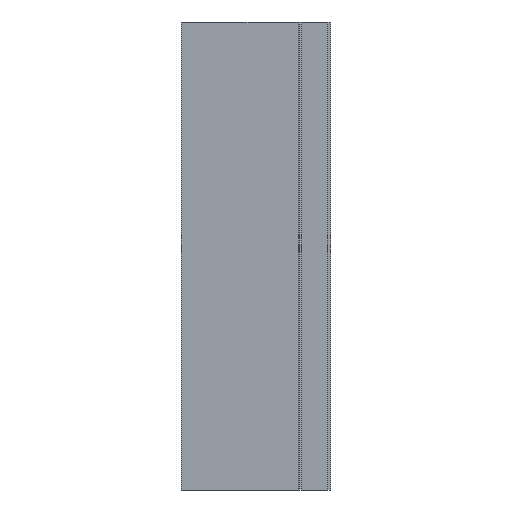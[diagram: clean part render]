
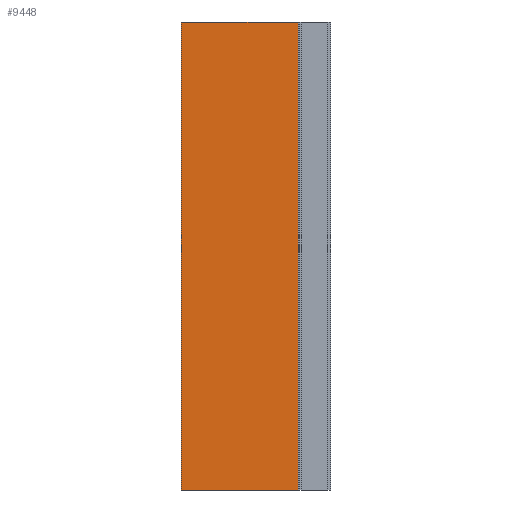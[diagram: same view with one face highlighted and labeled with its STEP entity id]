
A CAD part, left-side view. The second image highlights one B-rep face of the part: STEP entity #9448.
In plain terms, the highlighted planar face has unit normal (-1, 0, 0).
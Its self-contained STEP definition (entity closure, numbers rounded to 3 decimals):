
#9318=DIRECTION('',(0.,0.,1.));
#9319=VECTOR('',#9318,6.);
#9320=CARTESIAN_POINT('',(-4.,0.,-3.));
#9321=LINE('',#9320,#9319);
#9346=DIRECTION('',(0.,1.,0.));
#9347=VECTOR('',#9346,1.5);
#9348=CARTESIAN_POINT('',(-4.,0.,-3.));
#9349=LINE('',#9348,#9347);
#9367=DIRECTION('',(0.,1.,0.));
#9368=VECTOR('',#9367,1.5);
#9369=CARTESIAN_POINT('',(-4.,0.,3.));
#9370=LINE('',#9369,#9368);
#9374=DIRECTION('',(0.,0.,1.));
#9375=VECTOR('',#9374,6.);
#9376=CARTESIAN_POINT('',(-4.,1.5,-3.));
#9377=LINE('',#9376,#9375);
#9402=CARTESIAN_POINT('',(-4.,0.,-3.));
#9403=CARTESIAN_POINT('',(-4.,0.,3.));
#9404=VERTEX_POINT('',#9402);
#9405=VERTEX_POINT('',#9403);
#9410=CARTESIAN_POINT('',(-4.,1.5,-3.));
#9411=CARTESIAN_POINT('',(-4.,1.5,3.));
#9412=VERTEX_POINT('',#9410);
#9413=VERTEX_POINT('',#9411);
#9434=CARTESIAN_POINT('',(-4.,0.,-3.));
#9435=DIRECTION('',(-1.,0.,0.));
#9436=DIRECTION('',(0.,0.,1.));
#9437=AXIS2_PLACEMENT_3D('',#9434,#9435,#9436);
#9438=PLANE('',#9437);
#9439=ORIENTED_EDGE('',*,*,#9423,.F.);
#9441=ORIENTED_EDGE('',*,*,#9440,.T.);
#9443=ORIENTED_EDGE('',*,*,#9442,.T.);
#9445=ORIENTED_EDGE('',*,*,#9444,.F.);
#9446=EDGE_LOOP('',(#9439,#9441,#9443,#9445));
#9447=FACE_OUTER_BOUND('',#9446,.F.);
#9448=ADVANCED_FACE('',(#9447),#9438,.T.);
#9423=EDGE_CURVE('',#9404,#9405,#9321,.T.);
#9440=EDGE_CURVE('',#9404,#9412,#9349,.T.);
#9442=EDGE_CURVE('',#9412,#9413,#9377,.T.);
#9444=EDGE_CURVE('',#9405,#9413,#9370,.T.);
